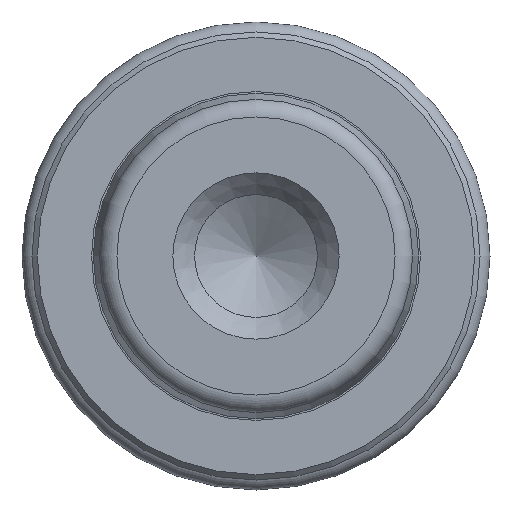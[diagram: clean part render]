
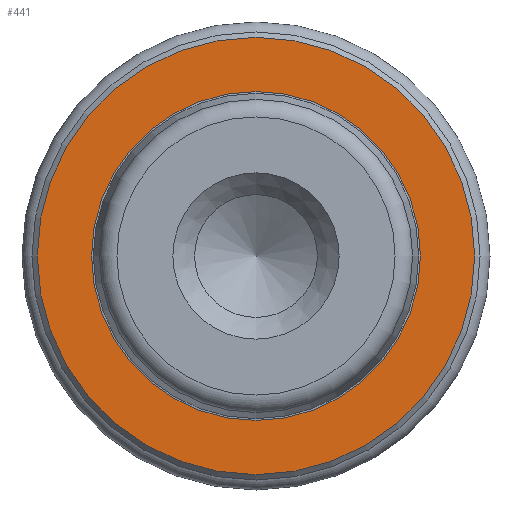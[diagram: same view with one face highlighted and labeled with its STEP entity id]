
A CAD part, front view. The second image highlights one B-rep face of the part: STEP entity #441.
In plain terms, the highlighted planar face has unit normal (0, -1, 0).
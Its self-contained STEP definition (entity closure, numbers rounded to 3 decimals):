
#11 = EDGE_LOOP ( 'NONE', ( #73 ) ) ;
#32 = CARTESIAN_POINT ( 'NONE',  ( 0., 12., 0. ) ) ;
#73 = ORIENTED_EDGE ( 'NONE', *, *, #99, .F. ) ;
#75 = AXIS2_PLACEMENT_3D ( 'NONE', #589, #339, #632 ) ;
#84 = PLANE ( 'NONE',  #175 ) ;
#98 = DIRECTION ( 'NONE',  ( 1., 0., 0. ) ) ;
#99 = EDGE_CURVE ( 'NONE', #475, #475, #455, .T. ) ;
#125 = DIRECTION ( 'NONE',  ( 0., 1., 0. ) ) ;
#155 = EDGE_CURVE ( 'NONE', #569, #569, #249, .T. ) ;
#175 = AXIS2_PLACEMENT_3D ( 'NONE', #390, #125, #98 ) ;
#176 = FACE_BOUND ( 'NONE', #338, .T. ) ;
#249 = CIRCLE ( 'NONE', #75, 9.1 ) ;
#334 = CARTESIAN_POINT ( 'NONE',  ( 0., 12., 12.1 ) ) ;
#338 = EDGE_LOOP ( 'NONE', ( #358 ) ) ;
#339 = DIRECTION ( 'NONE',  ( 0., 1., 0. ) ) ;
#358 = ORIENTED_EDGE ( 'NONE', *, *, #155, .T. ) ;
#390 = CARTESIAN_POINT ( 'NONE',  ( 9.1, 12., 0. ) ) ;
#430 = AXIS2_PLACEMENT_3D ( 'NONE', #32, #539, #533 ) ;
#441 = ADVANCED_FACE ( 'NONE', ( #547, #176 ), #84, .F. ) ;
#455 = CIRCLE ( 'NONE', #430, 12.1 ) ;
#475 = VERTEX_POINT ( 'NONE', #334 ) ;
#533 = DIRECTION ( 'NONE',  ( 0., 0., 1. ) ) ;
#539 = DIRECTION ( 'NONE',  ( 0., 1., 0. ) ) ;
#547 = FACE_OUTER_BOUND ( 'NONE', #11, .T. ) ;
#569 = VERTEX_POINT ( 'NONE', #620 ) ;
#589 = CARTESIAN_POINT ( 'NONE',  ( 0., 12., 0. ) ) ;
#620 = CARTESIAN_POINT ( 'NONE',  ( 0., 12., 9.1 ) ) ;
#632 = DIRECTION ( 'NONE',  ( 0., 0., 1. ) ) ;
